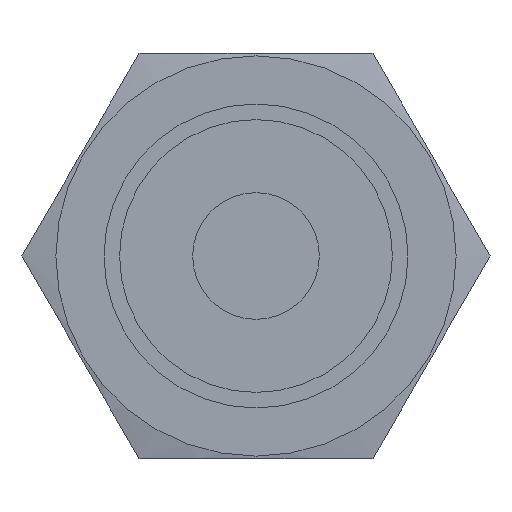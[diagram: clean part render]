
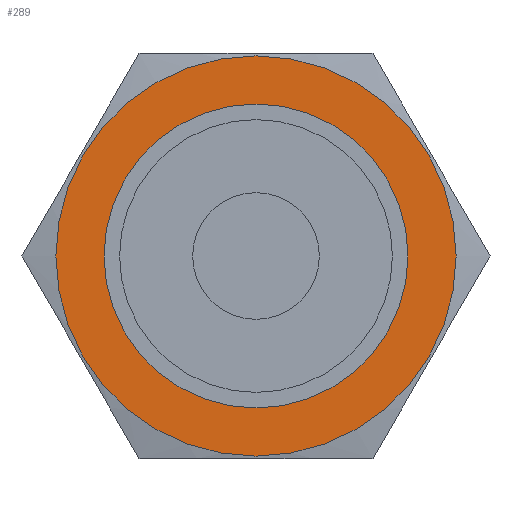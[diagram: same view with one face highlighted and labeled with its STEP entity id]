
A CAD part, left-side view. The second image highlights one B-rep face of the part: STEP entity #289.
In plain terms, the highlighted face is planar.
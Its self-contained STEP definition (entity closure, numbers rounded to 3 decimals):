
#97=ORIENTED_EDGE('',*,*,#151,.F.);
#98=ORIENTED_EDGE('',*,*,#144,.T.);
#144=EDGE_CURVE('',#175,#175,#194,.T.);
#151=EDGE_CURVE('',#182,#182,#195,.T.);
#175=VERTEX_POINT('',#513);
#182=VERTEX_POINT('',#552);
#194=CIRCLE('',#347,7.9);
#195=CIRCLE('',#349,6.);
#218=EDGE_LOOP('',(#97));
#219=EDGE_LOOP('',(#98));
#252=FACE_BOUND('',#218,.T.);
#253=FACE_BOUND('',#219,.T.);
#271=PLANE('',#348);
#289=ADVANCED_FACE('',(#252,#253),#271,.F.);
#347=AXIS2_PLACEMENT_3D('',#512,#407,#408);
#348=AXIS2_PLACEMENT_3D('',#550,#409,#410);
#349=AXIS2_PLACEMENT_3D('',#551,#411,#412);
#407=DIRECTION('',(1.,0.,0.));
#408=DIRECTION('',(0.,0.,-1.));
#409=DIRECTION('',(-1.,0.,0.));
#410=DIRECTION('',(0.,0.,1.));
#411=DIRECTION('',(1.,0.,0.));
#412=DIRECTION('',(0.,0.,-1.));
#512=CARTESIAN_POINT('',(5.,0.,0.));
#513=CARTESIAN_POINT('',(5.,0.,-7.9));
#550=CARTESIAN_POINT('',(5.,7.9,0.));
#551=CARTESIAN_POINT('',(5.,0.,0.));
#552=CARTESIAN_POINT('',(5.,0.,-6.));
